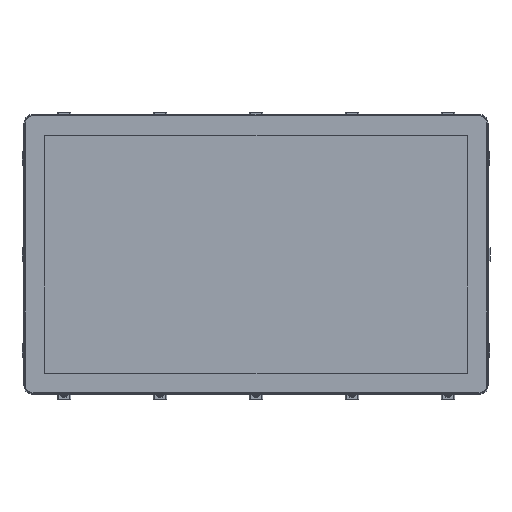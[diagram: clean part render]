
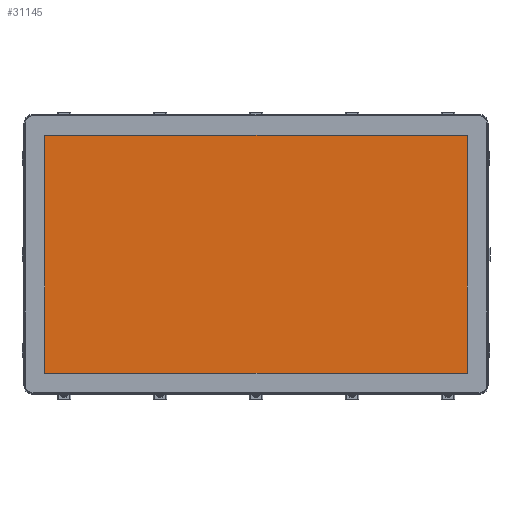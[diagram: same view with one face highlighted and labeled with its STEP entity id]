
A CAD part, top view. The second image highlights one B-rep face of the part: STEP entity #31145.
In plain terms, the highlighted planar face has unit normal (0, 0, 1).
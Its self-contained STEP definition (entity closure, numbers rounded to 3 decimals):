
#6335 = DIRECTION ( 'NONE',  ( 1., 0., 0. ) ) ;
#7614 = LINE ( 'NONE', #251992, #178301 ) ;
#8347 = CARTESIAN_POINT ( 'NONE',  ( 264., 148.75, 8.283 ) ) ;
#17493 = VERTEX_POINT ( 'NONE', #284360 ) ;
#27106 = FACE_OUTER_BOUND ( 'NONE', #266352, .T. ) ;
#27459 = LINE ( 'NONE', #8347, #114838 ) ;
#28305 = LINE ( 'NONE', #206754, #254747 ) ;
#31145 = ADVANCED_FACE ( 'NONE', ( #27106 ), #180758, .T. ) ;
#45924 = DIRECTION ( 'NONE',  ( -1., 0., 0. ) ) ;
#47613 = DIRECTION ( 'NONE',  ( 0., 0., 1. ) ) ;
#68126 = CARTESIAN_POINT ( 'NONE',  ( 0., 0., 8.283 ) ) ;
#72052 = DIRECTION ( 'NONE',  ( 0., -1., 0. ) ) ;
#72435 = DIRECTION ( 'NONE',  ( 1., 0., 0. ) ) ;
#77463 = EDGE_CURVE ( 'NONE', #133606, #201778, #28305, .T. ) ;
#93306 = DIRECTION ( 'NONE',  ( 0., 1., 0. ) ) ;
#95223 = EDGE_CURVE ( 'NONE', #125373, #133606, #7614, .T. ) ;
#95354 = CARTESIAN_POINT ( 'NONE',  ( -264., -148.75, 8.283 ) ) ;
#99564 = ORIENTED_EDGE ( 'NONE', *, *, #77463, .T. ) ;
#114838 = VECTOR ( 'NONE', #93306, 1000. ) ;
#125373 = VERTEX_POINT ( 'NONE', #138373 ) ;
#125670 = EDGE_CURVE ( 'NONE', #17493, #125373, #155671, .T. ) ;
#130348 = ORIENTED_EDGE ( 'NONE', *, *, #249293, .T. ) ;
#133606 = VERTEX_POINT ( 'NONE', #95354 ) ;
#135991 = VECTOR ( 'NONE', #45924, 1000. ) ;
#138373 = CARTESIAN_POINT ( 'NONE',  ( -264., 148.75, 8.283 ) ) ;
#139851 = CARTESIAN_POINT ( 'NONE',  ( 264., -148.75, 8.283 ) ) ;
#145635 = AXIS2_PLACEMENT_3D ( 'NONE', #68126, #47613, #72435 ) ;
#147981 = ORIENTED_EDGE ( 'NONE', *, *, #125670, .T. ) ;
#155671 = LINE ( 'NONE', #244932, #135991 ) ;
#178301 = VECTOR ( 'NONE', #72052, 1000. ) ;
#180758 = PLANE ( 'NONE',  #145635 ) ;
#188170 = ORIENTED_EDGE ( 'NONE', *, *, #95223, .T. ) ;
#201778 = VERTEX_POINT ( 'NONE', #139851 ) ;
#206754 = CARTESIAN_POINT ( 'NONE',  ( -264., -148.75, 8.283 ) ) ;
#244932 = CARTESIAN_POINT ( 'NONE',  ( -264., 148.75, 8.283 ) ) ;
#249293 = EDGE_CURVE ( 'NONE', #201778, #17493, #27459, .T. ) ;
#251992 = CARTESIAN_POINT ( 'NONE',  ( -264., 148.75, 8.283 ) ) ;
#254747 = VECTOR ( 'NONE', #6335, 1000. ) ;
#266352 = EDGE_LOOP ( 'NONE', ( #188170, #99564, #130348, #147981 ) ) ;
#284360 = CARTESIAN_POINT ( 'NONE',  ( 264., 148.75, 8.283 ) ) ;
